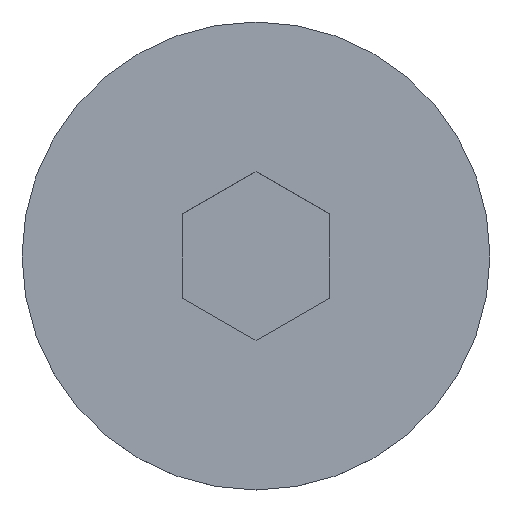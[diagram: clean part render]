
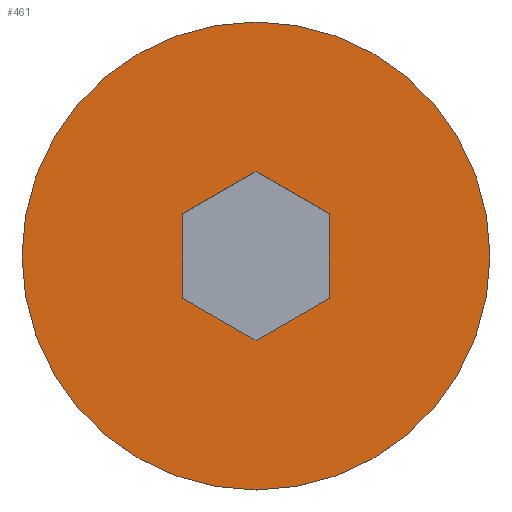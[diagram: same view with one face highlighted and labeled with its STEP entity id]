
A CAD part, top view. The second image highlights one B-rep face of the part: STEP entity #461.
In plain terms, the highlighted planar face has unit normal (0, 0, 1).
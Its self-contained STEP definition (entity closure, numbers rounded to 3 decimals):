
#3 = DIRECTION ( 'NONE',  ( 0.866, 0.5, 0. ) ) ;
#7 = DIRECTION ( 'NONE',  ( -0.866, 0.5, 0. ) ) ;
#20 = VECTOR ( 'NONE', #3, 1000. ) ;
#22 = VECTOR ( 'NONE', #204, 1000. ) ;
#36 = CARTESIAN_POINT ( 'NONE',  ( 2.5, -1.443, 15. ) ) ;
#38 = EDGE_CURVE ( 'NONE', #532, #128, #254, .T. ) ;
#41 = CARTESIAN_POINT ( 'NONE',  ( 0., 0., 15. ) ) ;
#47 = CARTESIAN_POINT ( 'NONE',  ( 2.5, 1.443, 15. ) ) ;
#54 = CARTESIAN_POINT ( 'NONE',  ( 0., -8., 15. ) ) ;
#68 = ORIENTED_EDGE ( 'NONE', *, *, #78, .F. ) ;
#75 = CARTESIAN_POINT ( 'NONE',  ( 0., 0., 15. ) ) ;
#76 = CARTESIAN_POINT ( 'NONE',  ( 0., 2.887, 15. ) ) ;
#78 = EDGE_CURVE ( 'NONE', #307, #469, #407, .T. ) ;
#84 = VERTEX_POINT ( 'NONE', #362 ) ;
#86 = VECTOR ( 'NONE', #487, 1000. ) ;
#108 = CARTESIAN_POINT ( 'NONE',  ( 0., -2.887, 15. ) ) ;
#109 = ORIENTED_EDGE ( 'NONE', *, *, #253, .F. ) ;
#116 = LINE ( 'NONE', #108, #20 ) ;
#128 = VERTEX_POINT ( 'NONE', #159 ) ;
#136 = DIRECTION ( 'NONE',  ( 0., 1., 0. ) ) ;
#140 = LINE ( 'NONE', #405, #414 ) ;
#146 = ORIENTED_EDGE ( 'NONE', *, *, #334, .F. ) ;
#148 = DIRECTION ( 'NONE',  ( 0., 1., 0. ) ) ;
#159 = CARTESIAN_POINT ( 'NONE',  ( 0., 8., 15. ) ) ;
#165 = EDGE_LOOP ( 'NONE', ( #146, #109, #244, #485, #68, #460 ) ) ;
#177 = CIRCLE ( 'NONE', #415, 8. ) ;
#181 = ORIENTED_EDGE ( 'NONE', *, *, #38, .F. ) ;
#188 = DIRECTION ( 'NONE',  ( 0., 0., -1. ) ) ;
#189 = VERTEX_POINT ( 'NONE', #510 ) ;
#191 = EDGE_CURVE ( 'NONE', #411, #399, #116, .T. ) ;
#204 = DIRECTION ( 'NONE',  ( 0.866, -0.5, 0. ) ) ;
#232 = LINE ( 'NONE', #76, #494 ) ;
#243 = FACE_OUTER_BOUND ( 'NONE', #505, .T. ) ;
#244 = ORIENTED_EDGE ( 'NONE', *, *, #191, .F. ) ;
#253 = EDGE_CURVE ( 'NONE', #399, #189, #140, .T. ) ;
#254 = CIRCLE ( 'NONE', #269, 8. ) ;
#269 = AXIS2_PLACEMENT_3D ( 'NONE', #290, #322, #136 ) ;
#271 = DIRECTION ( 'NONE',  ( -0.866, -0.5, 0. ) ) ;
#275 = CARTESIAN_POINT ( 'NONE',  ( 0., -2.887, 15. ) ) ;
#290 = CARTESIAN_POINT ( 'NONE',  ( 0., 0., 15. ) ) ;
#292 = AXIS2_PLACEMENT_3D ( 'NONE', #41, #317, #521 ) ;
#299 = CARTESIAN_POINT ( 'NONE',  ( -2.5, 1.443, 15. ) ) ;
#307 = VERTEX_POINT ( 'NONE', #299 ) ;
#315 = CARTESIAN_POINT ( 'NONE',  ( -2.5, -1.443, 15. ) ) ;
#317 = DIRECTION ( 'NONE',  ( 0., 0., 1. ) ) ;
#322 = DIRECTION ( 'NONE',  ( 0., 0., -1. ) ) ;
#334 = EDGE_CURVE ( 'NONE', #189, #84, #409, .T. ) ;
#357 = FACE_BOUND ( 'NONE', #165, .T. ) ;
#358 = EDGE_CURVE ( 'NONE', #128, #532, #177, .T. ) ;
#362 = CARTESIAN_POINT ( 'NONE',  ( 0., 2.887, 15. ) ) ;
#399 = VERTEX_POINT ( 'NONE', #36 ) ;
#400 = EDGE_CURVE ( 'NONE', #84, #307, #232, .T. ) ;
#402 = CARTESIAN_POINT ( 'NONE',  ( -2.5, -1.443, 15. ) ) ;
#405 = CARTESIAN_POINT ( 'NONE',  ( 2.5, -1.443, 15. ) ) ;
#407 = LINE ( 'NONE', #497, #86 ) ;
#409 = LINE ( 'NONE', #47, #441 ) ;
#410 = PLANE ( 'NONE',  #292 ) ;
#411 = VERTEX_POINT ( 'NONE', #275 ) ;
#414 = VECTOR ( 'NONE', #499, 1000. ) ;
#415 = AXIS2_PLACEMENT_3D ( 'NONE', #75, #188, #148 ) ;
#420 = EDGE_CURVE ( 'NONE', #469, #411, #512, .T. ) ;
#441 = VECTOR ( 'NONE', #7, 1000. ) ;
#460 = ORIENTED_EDGE ( 'NONE', *, *, #400, .F. ) ;
#461 = ADVANCED_FACE ( 'NONE', ( #357, #243 ), #410, .T. ) ;
#469 = VERTEX_POINT ( 'NONE', #402 ) ;
#485 = ORIENTED_EDGE ( 'NONE', *, *, #420, .F. ) ;
#487 = DIRECTION ( 'NONE',  ( 0., -1., 0. ) ) ;
#494 = VECTOR ( 'NONE', #271, 1000. ) ;
#497 = CARTESIAN_POINT ( 'NONE',  ( -2.5, 1.443, 15. ) ) ;
#499 = DIRECTION ( 'NONE',  ( 0., 1., 0. ) ) ;
#505 = EDGE_LOOP ( 'NONE', ( #516, #181 ) ) ;
#510 = CARTESIAN_POINT ( 'NONE',  ( 2.5, 1.443, 15. ) ) ;
#512 = LINE ( 'NONE', #315, #22 ) ;
#516 = ORIENTED_EDGE ( 'NONE', *, *, #358, .F. ) ;
#521 = DIRECTION ( 'NONE',  ( 0., -1., 0. ) ) ;
#532 = VERTEX_POINT ( 'NONE', #54 ) ;
